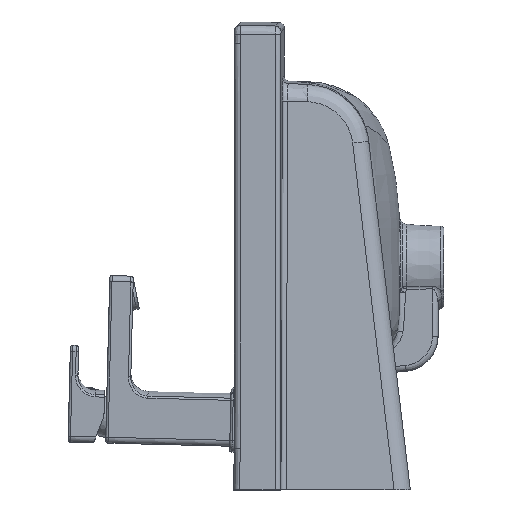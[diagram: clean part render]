
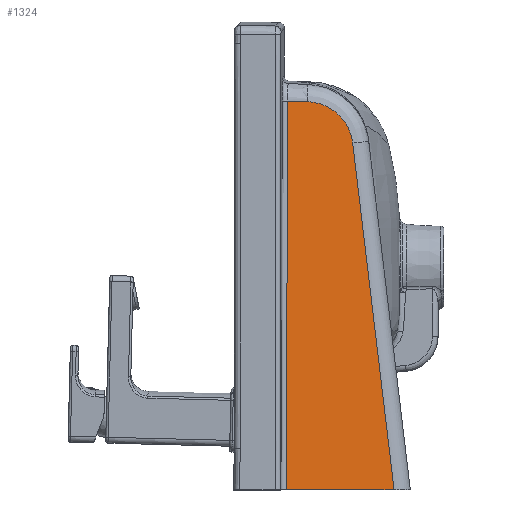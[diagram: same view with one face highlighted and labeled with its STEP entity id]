
A CAD part, left-side view. The second image highlights one B-rep face of the part: STEP entity #1324.
In plain terms, the highlighted planar face has unit normal (-0.996, -0.087, 0.009).
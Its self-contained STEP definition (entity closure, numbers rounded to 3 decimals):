
#763=FACE_OUTER_BOUND('',#2141,.T.);
#1109=B_SPLINE_CURVE_WITH_KNOTS('',3,(#8358,#8359,#8360,#8361),
 .UNSPECIFIED.,.F.,.F.,(4,4),(0.,1.),.UNSPECIFIED.);
#1110=B_SPLINE_CURVE_WITH_KNOTS('',3,(#8364,#8365,#8366,#8367,#8368,#8369,
#8370,#8371),.UNSPECIFIED.,.F.,.F.,(4,2,2,4),(0.,0.361,0.722,
1.),.UNSPECIFIED.);
#1111=B_SPLINE_CURVE_WITH_KNOTS('',3,(#8377,#8378,#8379,#8380,#8381,#8382,
#8383,#8384),.UNSPECIFIED.,.F.,.F.,(4,2,2,4),(0.,0.25,0.5,
1.),.UNSPECIFIED.);
#1324=ADVANCED_FACE('',(#763),#1635,.T.);
#1635=PLANE('',#5348);
#1716=LINE('',#8373,#1914);
#1717=LINE('',#8375,#1915);
#1914=VECTOR('',#5896,1.);
#1915=VECTOR('',#5897,1.);
#2141=EDGE_LOOP('',(#2608,#2609,#2610,#2611,#2612));
#2608=ORIENTED_EDGE('',*,*,#4608,.T.);
#2609=ORIENTED_EDGE('',*,*,#4609,.T.);
#2610=ORIENTED_EDGE('',*,*,#4610,.T.);
#2611=ORIENTED_EDGE('',*,*,#4611,.T.);
#2612=ORIENTED_EDGE('',*,*,#4612,.T.);
#4122=VERTEX_POINT('',#8362);
#4123=VERTEX_POINT('',#8363);
#4124=VERTEX_POINT('',#8372);
#4125=VERTEX_POINT('',#8374);
#4126=VERTEX_POINT('',#8376);
#4608=EDGE_CURVE('',#4122,#4123,#1109,.T.);
#4609=EDGE_CURVE('',#4123,#4124,#1110,.T.);
#4610=EDGE_CURVE('',#4124,#4125,#1716,.T.);
#4611=EDGE_CURVE('',#4125,#4126,#1717,.T.);
#4612=EDGE_CURVE('',#4126,#4122,#1111,.T.);
#5348=AXIS2_PLACEMENT_3D('',#8385,#5898,#5899);
#5896=DIRECTION('',(0.087,-0.996,0.));
#5897=DIRECTION('',(-0.001,0.118,0.993));
#5898=DIRECTION('',(-0.996,-0.087,0.009));
#5899=DIRECTION('',(-0.087,0.996,0.));
#8358=CARTESIAN_POINT('',(-344.389,163.649,604.862));
#8359=CARTESIAN_POINT('',(-344.883,169.324,605.054));
#8360=CARTESIAN_POINT('',(-345.378,174.999,605.247));
#8361=CARTESIAN_POINT('',(-345.873,180.674,605.44));
#8362=CARTESIAN_POINT('',(-344.389,163.649,604.862));
#8363=CARTESIAN_POINT('',(-345.873,180.674,605.44));
#8364=CARTESIAN_POINT('',(-345.873,180.674,605.44));
#8365=CARTESIAN_POINT('',(-346.243,180.822,565.64));
#8366=CARTESIAN_POINT('',(-346.612,180.96,525.84));
#8367=CARTESIAN_POINT('',(-347.349,181.232,446.239));
#8368=CARTESIAN_POINT('',(-347.718,181.366,406.439));
#8369=CARTESIAN_POINT('',(-348.371,181.611,336.018));
#8370=CARTESIAN_POINT('',(-348.655,181.721,305.397));
#8371=CARTESIAN_POINT('',(-348.94,181.837,274.776));
#8372=CARTESIAN_POINT('',(-348.94,181.837,274.776));
#8373=CARTESIAN_POINT('',(-349.188,184.679,274.776));
#8374=CARTESIAN_POINT('',(-340.921,90.185,274.776));
#8375=CARTESIAN_POINT('',(-341.436,132.127,626.543));
#8376=CARTESIAN_POINT('',(-341.353,125.345,569.664));
#8377=CARTESIAN_POINT('',(-341.353,125.345,569.664));
#8378=CARTESIAN_POINT('',(-341.36,125.91,574.403));
#8379=CARTESIAN_POINT('',(-341.44,127.293,578.928));
#8380=CARTESIAN_POINT('',(-341.744,131.63,587.393));
#8381=CARTESIAN_POINT('',(-341.962,134.511,591.171));
#8382=CARTESIAN_POINT('',(-342.792,144.983,600.781));
#8383=CARTESIAN_POINT('',(-343.56,154.146,604.539));
#8384=CARTESIAN_POINT('',(-344.389,163.649,604.862));
#8385=CARTESIAN_POINT('',(-346.114,184.948,620.238));
